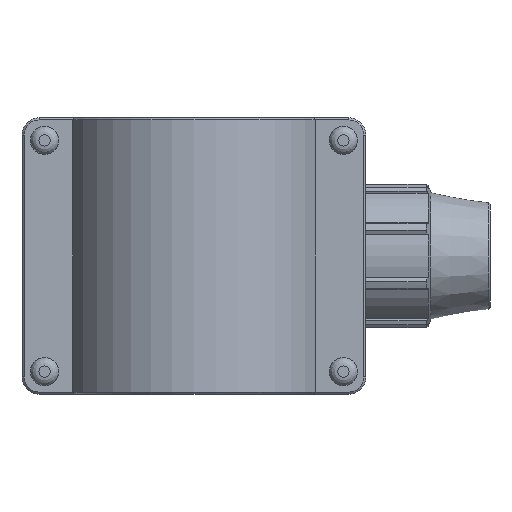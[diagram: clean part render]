
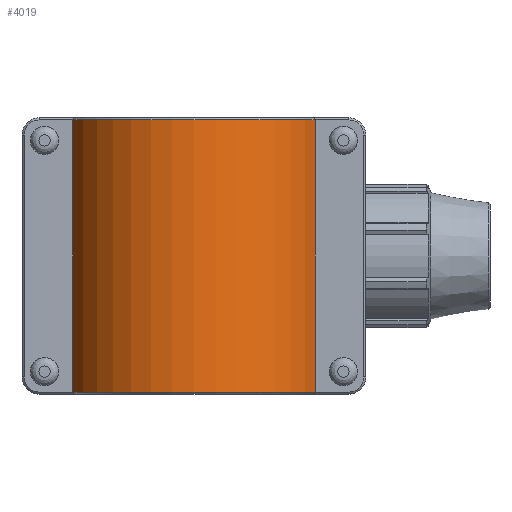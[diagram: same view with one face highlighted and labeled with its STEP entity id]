
A CAD part, front view. The second image highlights one B-rep face of the part: STEP entity #4019.
In plain terms, the highlighted cylindrical face has radius 46.875 mm (diameter 93.75 mm), a partial arc.
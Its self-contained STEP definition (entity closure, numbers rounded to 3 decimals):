
#125=CYLINDRICAL_SURFACE('',#4391,46.875);
#414=FACE_OUTER_BOUND('',#699,.T.);
#699=EDGE_LOOP('',(#3208,#3209,#3210,#3211));
#1011=LINE('',#6922,#1315);
#1012=LINE('',#6924,#1316);
#1315=VECTOR('',#5358,96.5);
#1316=VECTOR('',#5361,96.5);
#1507=CIRCLE('',#4373,46.875);
#1508=CIRCLE('',#4376,46.875);
#1827=VERTEX_POINT('',#6862);
#1828=VERTEX_POINT('',#6867);
#1829=VERTEX_POINT('',#6874);
#1831=VERTEX_POINT('',#6883);
#2298=EDGE_CURVE('',#1827,#1828,#1507,.T.);
#2304=EDGE_CURVE('',#1831,#1829,#1508,.T.);
#2321=EDGE_CURVE('',#1827,#1829,#1011,.T.);
#2322=EDGE_CURVE('',#1828,#1831,#1012,.T.);
#3208=ORIENTED_EDGE('',*,*,#2298,.F.);
#3209=ORIENTED_EDGE('',*,*,#2321,.T.);
#3210=ORIENTED_EDGE('',*,*,#2304,.F.);
#3211=ORIENTED_EDGE('',*,*,#2322,.F.);
#4019=ADVANCED_FACE('',(#414),#125,.T.);
#4373=AXIS2_PLACEMENT_3D('',#6868,#5308,#5309);
#4376=AXIS2_PLACEMENT_3D('',#6888,#5316,#5317);
#4391=AXIS2_PLACEMENT_3D('',#6923,#5359,#5360);
#5308=DIRECTION('center_axis',(0.,0.,-1.));
#5309=DIRECTION('ref_axis',(1.,0.,0.));
#5316=DIRECTION('center_axis',(0.,0.,1.));
#5317=DIRECTION('ref_axis',(1.,0.,0.));
#5358=DIRECTION('',(0.,0.,1.));
#5359=DIRECTION('center_axis',(0.,0.,1.));
#5360=DIRECTION('ref_axis',(1.,0.,0.));
#5361=DIRECTION('',(0.,0.,1.));
#6862=CARTESIAN_POINT('',(42.962,-18.75,-48.25));
#6867=CARTESIAN_POINT('',(-42.962,-18.75,-48.25));
#6868=CARTESIAN_POINT('Origin',(0.,0.,-48.25));
#6874=CARTESIAN_POINT('',(42.962,-18.75,48.25));
#6883=CARTESIAN_POINT('',(-42.962,-18.75,48.25));
#6888=CARTESIAN_POINT('Origin',(0.,0.,48.25));
#6922=CARTESIAN_POINT('',(42.962,-18.75,0.));
#6923=CARTESIAN_POINT('Origin',(0.,0.,0.));
#6924=CARTESIAN_POINT('',(-42.962,-18.75,0.));
